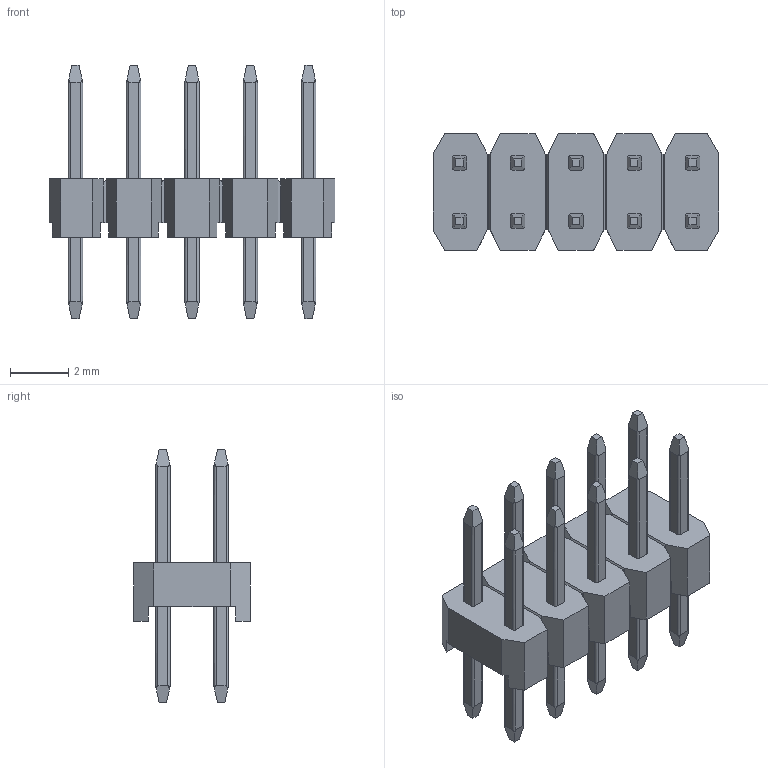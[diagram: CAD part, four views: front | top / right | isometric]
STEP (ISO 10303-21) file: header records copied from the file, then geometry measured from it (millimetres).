
FILE_DESCRIPTION (( 'STEP AP214' ), '1' );
FILE_NAME ('HDR-TH_10P-P2.00-V-F-R2-C5-S2.00-4.STEP', '2026-03-24T06:18:19', ( '' ), ( '' ), 'SwSTEP 2.0', 'SolidWorks 2021', '' );
FILE_SCHEMA (( 'AUTOMOTIVE_DESIGN' ));
Length unit declared in the file: millimetre
Products named in the file (1): HDR-TH_10P-P2.00-V-F-R2-C5-S2.00-4
Bounding box: 9.8 x 4 x 8.7 mm (x, y, z)
Volume: 74.1 mm3; surface area: 269.5 mm2
Topology: 1 solids, 1 shells, 558 faces, 1535 edges, 1018 vertices
Faces by surface type: plane 380, bspline 98, cylinder 80
Entity records: 24195 total; most frequent: CARTESIAN_POINT 4898, ORIENTED_EDGE 3070, DIRECTION 2177, EDGE_CURVE 1535, VECTOR 1095, LINE 1095, VERTEX_POINT 1018, EDGE_LOOP 597
